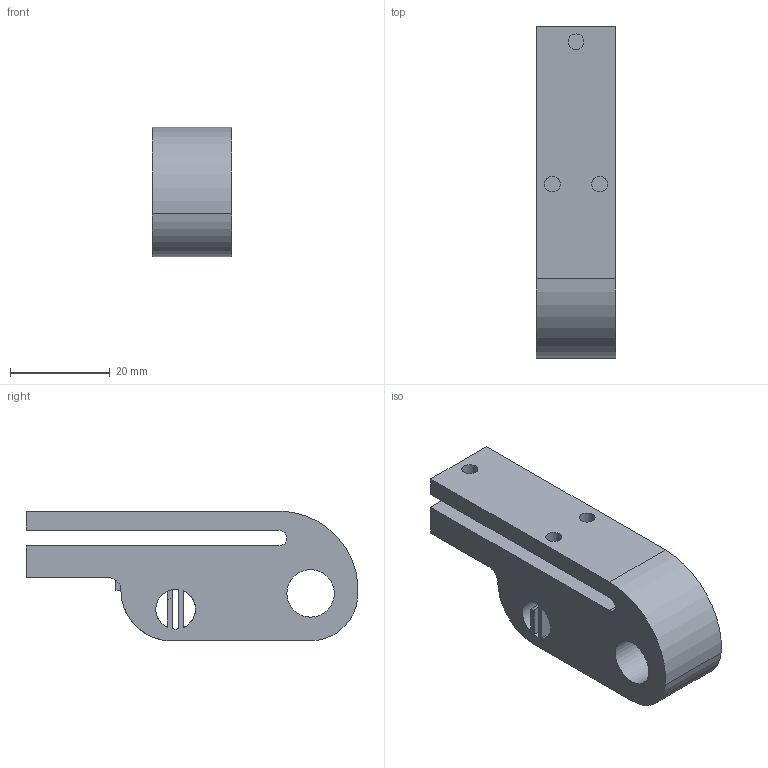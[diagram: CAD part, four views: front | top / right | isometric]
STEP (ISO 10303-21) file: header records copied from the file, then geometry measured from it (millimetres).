
FILE_DESCRIPTION(/* description */ (''),/* implementation_level */ '2;1');
FILE_NAME(/* name */ 'idler.stp',/* time_stamp */ '2014-02-14T17:53:55-06:00',/* author */ ('stephen'),/* organization */ (''),/* preprocessor_version */ 'ST-DEVELOPER v15.2',/* originating_system */ 'Autodesk Inventor 2014',/* authorisation */ '');
FILE_SCHEMA (('AUTOMOTIVE_DESIGN { 1 0 10303 214 3 1 1 }'));
Length unit declared in the file: inch
Products named in the file (1): idler
Bounding box: 15.88 x 66.66 x 26.04 mm (x, y, z)
Volume: 15623.2 mm3; surface area: 10014.9 mm2
Topology: 1 solids, 1 shells, 78 faces, 217 edges, 135 vertices
Faces by surface type: plane 60, cylinder 18
Full cylindrical faces by diameter (mm): 3.175 x3, 8 x1, 9.525 x1
Entity records: 2480 total; most frequent: CARTESIAN_POINT 432, ORIENTED_EDGE 416, DIRECTION 415, EDGE_CURVE 208, LINE 155, VECTOR 155, VERTEX_POINT 131, AXIS2_PLACEMENT_3D 130
